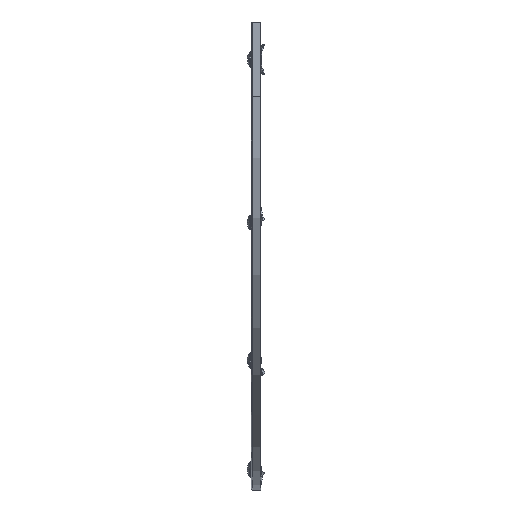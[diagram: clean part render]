
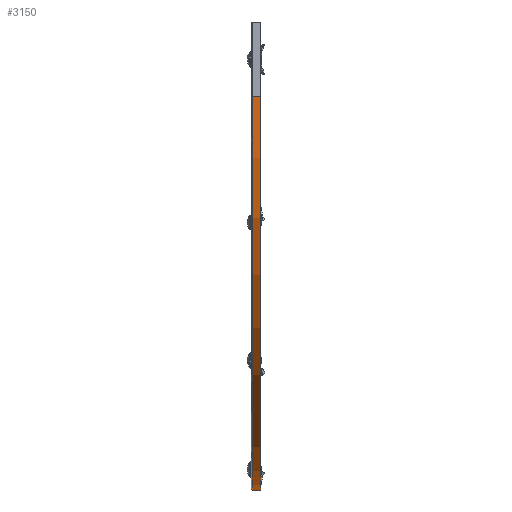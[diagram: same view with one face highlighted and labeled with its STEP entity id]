
A CAD part, left-side view. The second image highlights one B-rep face of the part: STEP entity #3150.
In plain terms, the highlighted cylindrical face has radius 552 mm (diameter 1104 mm), a partial arc.
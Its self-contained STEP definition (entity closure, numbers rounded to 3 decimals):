
#8 = CARTESIAN_POINT ( 'NONE',  ( 552., 12., -657. ) ) ;
#41 = VERTEX_POINT ( 'NONE', #8 ) ;
#171 = EDGE_CURVE ( 'NONE', #8001, #5886, #5179, .T. ) ;
#239 = CIRCLE ( 'NONE', #2772, 552. ) ;
#913 = CARTESIAN_POINT ( 'NONE',  ( 552., 0., -105. ) ) ;
#974 = DIRECTION ( 'NONE',  ( 0., -1., 0. ) ) ;
#1156 = CARTESIAN_POINT ( 'NONE',  ( 552., 0., -657. ) ) ;
#1309 = VECTOR ( 'NONE', #1744, 1000. ) ;
#1423 = ORIENTED_EDGE ( 'NONE', *, *, #3880, .F. ) ;
#1663 = EDGE_CURVE ( 'NONE', #41, #5886, #5864, .T. ) ;
#1690 = CARTESIAN_POINT ( 'NONE',  ( 552., 0., -105. ) ) ;
#1744 = DIRECTION ( 'NONE',  ( 0., -1., 0. ) ) ;
#2405 = CARTESIAN_POINT ( 'NONE',  ( 0., 0., -105. ) ) ;
#2772 = AXIS2_PLACEMENT_3D ( 'NONE', #4116, #3522, #5958 ) ;
#2786 = CYLINDRICAL_SURFACE ( 'NONE', #2791, 552. ) ;
#2791 = AXIS2_PLACEMENT_3D ( 'NONE', #1690, #6105, #4816 ) ;
#3150 = ADVANCED_FACE ( 'NONE', ( #6770 ), #2786, .T. ) ;
#3522 = DIRECTION ( 'NONE',  ( 0., -1., 0. ) ) ;
#3859 = AXIS2_PLACEMENT_3D ( 'NONE', #913, #974, #4706 ) ;
#3880 = EDGE_CURVE ( 'NONE', #5718, #8001, #5905, .T. ) ;
#4069 = ORIENTED_EDGE ( 'NONE', *, *, #6251, .T. ) ;
#4116 = CARTESIAN_POINT ( 'NONE',  ( 552., 12., -105. ) ) ;
#4227 = VECTOR ( 'NONE', #4397, 1000. ) ;
#4397 = DIRECTION ( 'NONE',  ( 0., -1., 0. ) ) ;
#4567 = ORIENTED_EDGE ( 'NONE', *, *, #171, .F. ) ;
#4598 = ORIENTED_EDGE ( 'NONE', *, *, #1663, .T. ) ;
#4706 = DIRECTION ( 'NONE',  ( 0., 0., -1. ) ) ;
#4816 = DIRECTION ( 'NONE',  ( 0., 0., -1. ) ) ;
#5179 = CIRCLE ( 'NONE', #3859, 552. ) ;
#5718 = VERTEX_POINT ( 'NONE', #6737 ) ;
#5864 = LINE ( 'NONE', #6108, #1309 ) ;
#5886 = VERTEX_POINT ( 'NONE', #1156 ) ;
#5905 = LINE ( 'NONE', #2405, #4227 ) ;
#5958 = DIRECTION ( 'NONE',  ( 0., 0., -1. ) ) ;
#6105 = DIRECTION ( 'NONE',  ( 0., -1., 0. ) ) ;
#6108 = CARTESIAN_POINT ( 'NONE',  ( 552., 0., -657. ) ) ;
#6251 = EDGE_CURVE ( 'NONE', #5718, #41, #239, .T. ) ;
#6737 = CARTESIAN_POINT ( 'NONE',  ( 0., 12., -105. ) ) ;
#6770 = FACE_OUTER_BOUND ( 'NONE', #7719, .T. ) ;
#6981 = CARTESIAN_POINT ( 'NONE',  ( 0., 0., -105. ) ) ;
#7719 = EDGE_LOOP ( 'NONE', ( #1423, #4069, #4598, #4567 ) ) ;
#8001 = VERTEX_POINT ( 'NONE', #6981 ) ;
